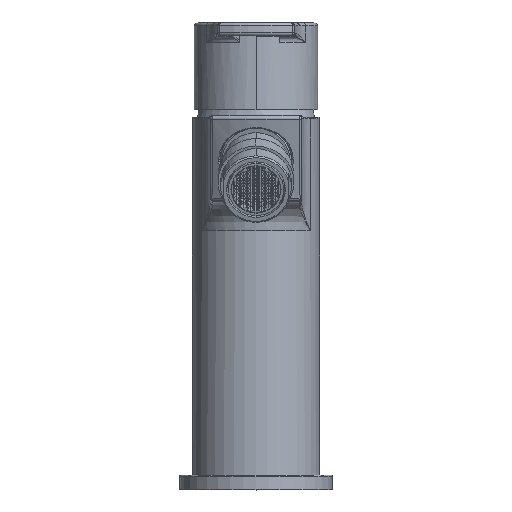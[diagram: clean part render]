
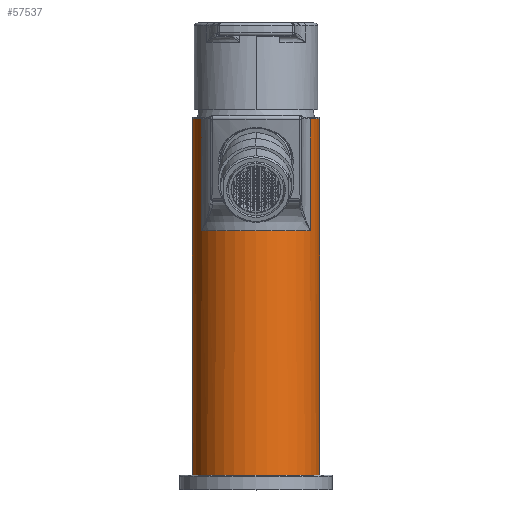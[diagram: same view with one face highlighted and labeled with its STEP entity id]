
A CAD part, top view. The second image highlights one B-rep face of the part: STEP entity #57537.
In plain terms, the highlighted cylindrical face has radius 21.6 mm (diameter 43.2 mm), a partial arc.
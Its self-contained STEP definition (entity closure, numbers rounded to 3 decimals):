
#4935=CARTESIAN_POINT('',(18.433,84.,11.26));
#4954=CARTESIAN_POINT('',(0.,84.,0.));
#4955=DIRECTION('',(0.,-1.,0.));
#4956=DIRECTION('',(0.853,0.,0.521));
#4957=AXIS2_PLACEMENT_3D('',#4954,#4955,#4956);
#4983=CARTESIAN_POINT('',(-18.433,84.,11.26));
#4985=DIRECTION('',(0.,1.,0.));
#4986=VECTOR('',#4985,38.);
#4987=CARTESIAN_POINT('',(-18.433,84.,11.26));
#4988=LINE('',#4987,#4986);
#4994=CARTESIAN_POINT('',(0.,1.,0.));
#4995=DIRECTION('',(0.,1.,0.));
#4996=DIRECTION('',(-1.,0.,0.));
#4997=AXIS2_PLACEMENT_3D('',#4994,#4995,#4996);
#4999=DIRECTION('',(0.,1.,0.));
#5000=VECTOR('',#4999,121.);
#5001=CARTESIAN_POINT('',(-21.6,1.,0.));
#5002=LINE('',#5001,#5000);
#5003=CARTESIAN_POINT('',(0.,122.,0.));
#5004=DIRECTION('',(0.,1.,0.));
#5005=DIRECTION('',(-1.,0.,0.));
#5006=AXIS2_PLACEMENT_3D('',#5003,#5004,#5005);
#5008=CARTESIAN_POINT('',(0.,122.,0.));
#5009=DIRECTION('',(0.,1.,0.));
#5010=DIRECTION('',(0.853,0.,0.521));
#5011=AXIS2_PLACEMENT_3D('',#5008,#5009,#5010);
#6230=DIRECTION('',(0.,1.,0.));
#6231=VECTOR('',#6230,121.);
#6232=CARTESIAN_POINT('',(21.6,1.,0.));
#6233=LINE('',#6232,#6231);
#39866=DIRECTION('',(0.,-1.,0.));
#39867=VECTOR('',#39866,38.);
#39868=CARTESIAN_POINT('',(18.433,122.,11.26));
#39869=LINE('',#39868,#39867);
#43133=VERTEX_POINT('',#4983);
#43141=VERTEX_POINT('',#4935);
#43170=CARTESIAN_POINT('',(18.433,122.,11.26));
#43171=VERTEX_POINT('',#43170);
#43172=CARTESIAN_POINT('',(-18.433,122.,11.26));
#43173=VERTEX_POINT('',#43172);
#43301=CARTESIAN_POINT('',(-21.6,122.,0.));
#43302=VERTEX_POINT('',#43301);
#43303=CARTESIAN_POINT('',(21.6,122.,0.));
#43304=VERTEX_POINT('',#43303);
#53174=CARTESIAN_POINT('',(21.6,1.,0.));
#53175=CARTESIAN_POINT('',(-21.6,1.,0.));
#53176=VERTEX_POINT('',#53174);
#53177=VERTEX_POINT('',#53175);
#57516=CARTESIAN_POINT('',(0.,0.,0.));
#57517=DIRECTION('',(0.,1.,0.));
#57518=DIRECTION('',(1.,0.,0.));
#57519=AXIS2_PLACEMENT_3D('',#57516,#57517,#57518);
#57520=CYLINDRICAL_SURFACE('',#57519,21.6);
#57522=ORIENTED_EDGE('',*,*,#57521,.F.);
#57524=ORIENTED_EDGE('',*,*,#57523,.T.);
#57526=ORIENTED_EDGE('',*,*,#57525,.T.);
#57527=ORIENTED_EDGE('',*,*,#57501,.F.);
#57528=ORIENTED_EDGE('',*,*,#57432,.F.);
#57530=ORIENTED_EDGE('',*,*,#57529,.F.);
#57532=ORIENTED_EDGE('',*,*,#57531,.T.);
#57534=ORIENTED_EDGE('',*,*,#57533,.F.);
#57535=EDGE_LOOP('',(#57522,#57524,#57526,#57527,#57528,#57530,#57532,#57534));
#57536=FACE_OUTER_BOUND('',#57535,.F.);
#57537=ADVANCED_FACE('',(#57536),#57520,.T.);
#4958=CIRCLE('',#4957,21.6);
#4998=CIRCLE('',#4997,21.6);
#5007=CIRCLE('',#5006,21.6);
#5012=CIRCLE('',#5011,21.6);
#57432=EDGE_CURVE('',#43141,#43133,#4958,.T.);
#57501=EDGE_CURVE('',#43133,#43173,#4988,.T.);
#57521=EDGE_CURVE('',#53177,#53176,#4998,.T.);
#57523=EDGE_CURVE('',#53177,#43302,#5002,.T.);
#57525=EDGE_CURVE('',#43302,#43173,#5007,.T.);
#57529=EDGE_CURVE('',#43171,#43141,#39869,.T.);
#57531=EDGE_CURVE('',#43171,#43304,#5012,.T.);
#57533=EDGE_CURVE('',#53176,#43304,#6233,.T.);
